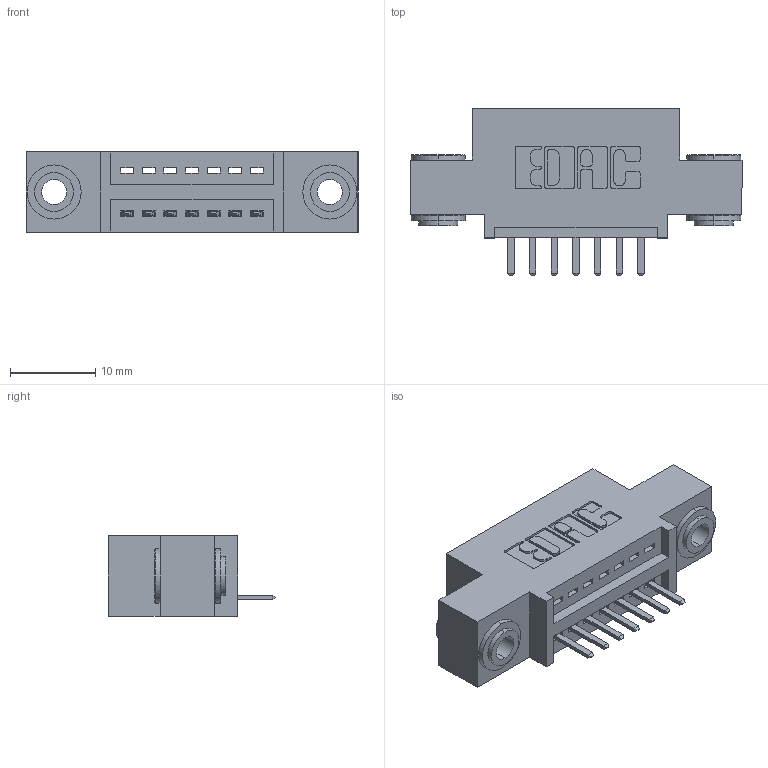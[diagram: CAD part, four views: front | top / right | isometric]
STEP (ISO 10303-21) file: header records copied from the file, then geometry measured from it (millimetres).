
FILE_DESCRIPTION (( 'STEP AP203' ), '1' );
FILE_NAME ('395-007-520-403.STEP', '2018-10-23T20:35:38', ( '' ), ( '' ), 'SwSTEP 2.0', 'SolidWorks 2016', '' );
FILE_SCHEMA (( 'CONFIG_CONTROL_DESIGN' ));
Length unit declared in the file: inch
Products named in the file (4): 345-292-001_345-293-120; 395-007-520-403; 345 Part_0.110 Offset - 0.156 Dia-TH; 345-250-002_345-250-002-102
Assembly tree (10 placements, depth 2):
  395-007-520-403
    345 Part_0.110 Offset - 0.156 Dia-TH
    345-292-001_345-293-120  x7
    345-250-002_345-250-002-102  x2
Bounding box: 38.99 x 19.68 x 9.4 mm (x, y, z)
Volume: 3342.4 mm3; surface area: 4196.6 mm2
Topology: 10 solids, 10 shells, 602 faces, 1717 edges, 1122 vertices
Faces by surface type: plane 388, cylinder 206, cone 8
Entity records: 10876 total; most frequent: CARTESIAN_POINT 1876, ORIENTED_EDGE 1798, DIRECTION 1707, EDGE_CURVE 899, VECTOR 711, LINE 711, VERTEX_POINT 594, AXIS2_PLACEMENT_3D 498
